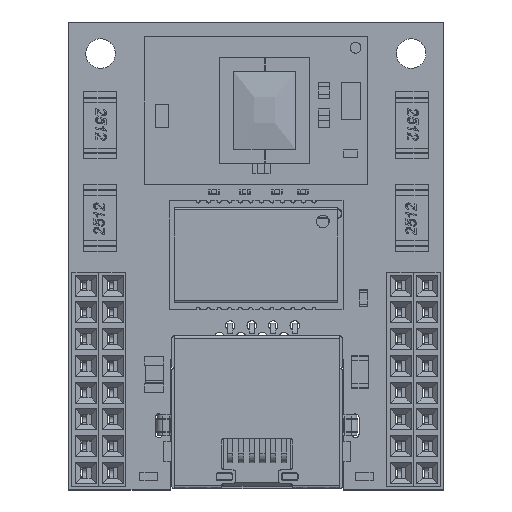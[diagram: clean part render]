
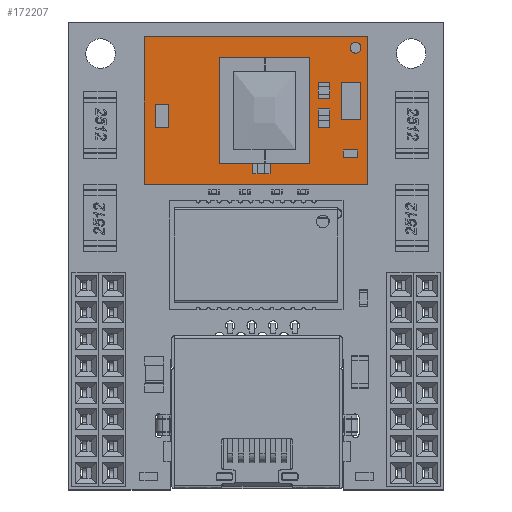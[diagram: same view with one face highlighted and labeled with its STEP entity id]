
A CAD part, top view. The second image highlights one B-rep face of the part: STEP entity #172207.
In plain terms, the highlighted free-form (B-spline) face has degree [1, 1] with [2, 2] control points.
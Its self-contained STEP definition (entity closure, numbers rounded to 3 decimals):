
#172036 = VERTEX_POINT('',#172037);
#172037 = CARTESIAN_POINT('',(39.194,59.401,
    3.939));
#172044 = VERTEX_POINT('',#172045);
#172045 = CARTESIAN_POINT('',(9.919,59.401,
    3.939));
#172050 = EDGE_CURVE('',#172036,#172044,#172051,.T.);
#172051 = B_SPLINE_CURVE_WITH_KNOTS('',1,(#172052,#172053),
  .UNSPECIFIED.,.F.,.F.,(2,2),(0.,21.19),.PIECEWISE_BEZIER_KNOTS.);
#172052 = CARTESIAN_POINT('',(39.194,59.401,
    3.939));
#172053 = CARTESIAN_POINT('',(9.919,59.401,
    3.939));
#172064 = VERTEX_POINT('',#172065);
#172065 = CARTESIAN_POINT('',(9.919,40.059,
    3.939));
#172072 = VERTEX_POINT('',#172073);
#172073 = CARTESIAN_POINT('',(39.194,40.059,
    3.939));
#172078 = EDGE_CURVE('',#172064,#172072,#172079,.T.);
#172079 = B_SPLINE_CURVE_WITH_KNOTS('',1,(#172080,#172081),
  .UNSPECIFIED.,.F.,.F.,(2,2),(0.,21.19),.PIECEWISE_BEZIER_KNOTS.);
#172080 = CARTESIAN_POINT('',(9.919,40.059,
    3.939));
#172081 = CARTESIAN_POINT('',(39.194,40.059,
    3.939));
#172094 = EDGE_CURVE('',#172044,#172064,#172095,.T.);
#172095 = B_SPLINE_CURVE_WITH_KNOTS('',1,(#172096,#172097),
  .UNSPECIFIED.,.F.,.F.,(2,2),(0.,14.),.PIECEWISE_BEZIER_KNOTS.);
#172096 = CARTESIAN_POINT('',(9.919,59.401,
    3.939));
#172097 = CARTESIAN_POINT('',(9.919,40.059,
    3.939));
#172110 = EDGE_CURVE('',#172072,#172036,#172111,.T.);
#172111 = B_SPLINE_CURVE_WITH_KNOTS('',1,(#172112,#172113),
  .UNSPECIFIED.,.F.,.F.,(2,2),(0.,14.),.PIECEWISE_BEZIER_KNOTS.);
#172112 = CARTESIAN_POINT('',(39.194,40.059,
    3.939));
#172113 = CARTESIAN_POINT('',(39.194,59.401,
    3.939));
#172124 = VERTEX_POINT('',#172125);
#172125 = CARTESIAN_POINT('',(19.866,56.638,
    3.939));
#172132 = VERTEX_POINT('',#172133);
#172133 = CARTESIAN_POINT('',(31.596,56.638,
    3.939));
#172138 = EDGE_CURVE('',#172124,#172132,#172139,.T.);
#172139 = B_SPLINE_CURVE_WITH_KNOTS('',1,(#172140,#172141),
  .UNSPECIFIED.,.F.,.F.,(2,2),(7.2,15.69),.PIECEWISE_BEZIER_KNOTS.);
#172140 = CARTESIAN_POINT('',(19.866,56.638,
    3.939));
#172141 = CARTESIAN_POINT('',(31.596,56.638,
    3.939));
#172152 = VERTEX_POINT('',#172153);
#172153 = CARTESIAN_POINT('',(31.596,42.822,
    3.939));
#172160 = VERTEX_POINT('',#172161);
#172161 = CARTESIAN_POINT('',(19.866,42.822,
    3.939));
#172166 = EDGE_CURVE('',#172152,#172160,#172167,.T.);
#172167 = B_SPLINE_CURVE_WITH_KNOTS('',1,(#172168,#172169),
  .UNSPECIFIED.,.F.,.F.,(2,2),(5.5,13.99),.PIECEWISE_BEZIER_KNOTS.);
#172168 = CARTESIAN_POINT('',(31.596,42.822,
    3.939));
#172169 = CARTESIAN_POINT('',(19.866,42.822,
    3.939));
#172181 = EDGE_CURVE('',#172132,#172152,#172182,.T.);
#172182 = B_SPLINE_CURVE_WITH_KNOTS('',1,(#172183,#172184),
  .UNSPECIFIED.,.F.,.F.,(2,2),(-10.,0.),
  .PIECEWISE_BEZIER_KNOTS.);
#172183 = CARTESIAN_POINT('',(31.596,56.638,
    3.939));
#172184 = CARTESIAN_POINT('',(31.596,42.822,
    3.939));
#172197 = EDGE_CURVE('',#172160,#172124,#172198,.T.);
#172198 = B_SPLINE_CURVE_WITH_KNOTS('',1,(#172199,#172200),
  .UNSPECIFIED.,.F.,.F.,(2,2),(-10.,0.),.PIECEWISE_BEZIER_KNOTS.);
#172199 = CARTESIAN_POINT('',(19.866,42.822,
    3.939));
#172200 = CARTESIAN_POINT('',(19.866,56.638,
    3.939));
#172207 = ADVANCED_FACE('',(#172208,#172214,#172220),#172234,.T.);
#172208 = FACE_BOUND('',#172209,.T.);
#172209 = EDGE_LOOP('',(#172210,#172211,#172212,#172213));
#172210 = ORIENTED_EDGE('',*,*,#172197,.T.);
#172211 = ORIENTED_EDGE('',*,*,#172138,.T.);
#172212 = ORIENTED_EDGE('',*,*,#172181,.T.);
#172213 = ORIENTED_EDGE('',*,*,#172166,.T.);
#172214 = FACE_BOUND('',#172215,.T.);
#172215 = EDGE_LOOP('',(#172216,#172217,#172218,#172219));
#172216 = ORIENTED_EDGE('',*,*,#172110,.T.);
#172217 = ORIENTED_EDGE('',*,*,#172050,.T.);
#172218 = ORIENTED_EDGE('',*,*,#172094,.T.);
#172219 = ORIENTED_EDGE('',*,*,#172078,.T.);
#172220 = FACE_BOUND('',#172221,.T.);
#172221 = EDGE_LOOP('',(#172222));
#172222 = ORIENTED_EDGE('',*,*,#172223,.F.);
#172223 = EDGE_CURVE('',#172224,#172224,#172226,.T.);
#172224 = VERTEX_POINT('',#172225);
#172225 = CARTESIAN_POINT('',(36.917,57.975,
    3.939));
#172226 = ( BOUNDED_CURVE() B_SPLINE_CURVE(2,(#172227,#172228,#172229,
    #172230,#172231,#172232,#172233),.UNSPECIFIED.,.T.,.F.) 
B_SPLINE_CURVE_WITH_KNOTS((1,2,2,2,2,1),(-2.094,0.,
    2.094,4.189,6.283,8.378),
.UNSPECIFIED.) CURVE() GEOMETRIC_REPRESENTATION_ITEM() 
RATIONAL_B_SPLINE_CURVE((1.,0.5,1.,0.5,1.,0.5,1.)) REPRESENTATION_ITEM(
  '') );
#172227 = CARTESIAN_POINT('',(36.917,57.975,
    3.939));
#172228 = CARTESIAN_POINT('',(36.917,56.732,
    3.939));
#172229 = CARTESIAN_POINT('',(37.993,57.353,
    3.939));
#172230 = CARTESIAN_POINT('',(39.069,57.975,
    3.939));
#172231 = CARTESIAN_POINT('',(37.993,58.596,
    3.939));
#172232 = CARTESIAN_POINT('',(36.917,59.217,
    3.939));
#172233 = CARTESIAN_POINT('',(36.917,57.975,
    3.939));
#172234 = B_SPLINE_SURFACE_WITH_KNOTS('',1,1,(
    (#172235,#172236)
    ,(#172237,#172238
    )),.UNSPECIFIED.,.F.,.F.,.F.,(2,2),(2,2),(-10.595,10.595),(
    -7.,7.),.PIECEWISE_BEZIER_KNOTS.);
#172235 = CARTESIAN_POINT('',(39.194,59.401,
    3.939));
#172236 = CARTESIAN_POINT('',(39.194,40.059,
    3.939));
#172237 = CARTESIAN_POINT('',(9.919,59.401,
    3.939));
#172238 = CARTESIAN_POINT('',(9.919,40.059,
    3.939));
